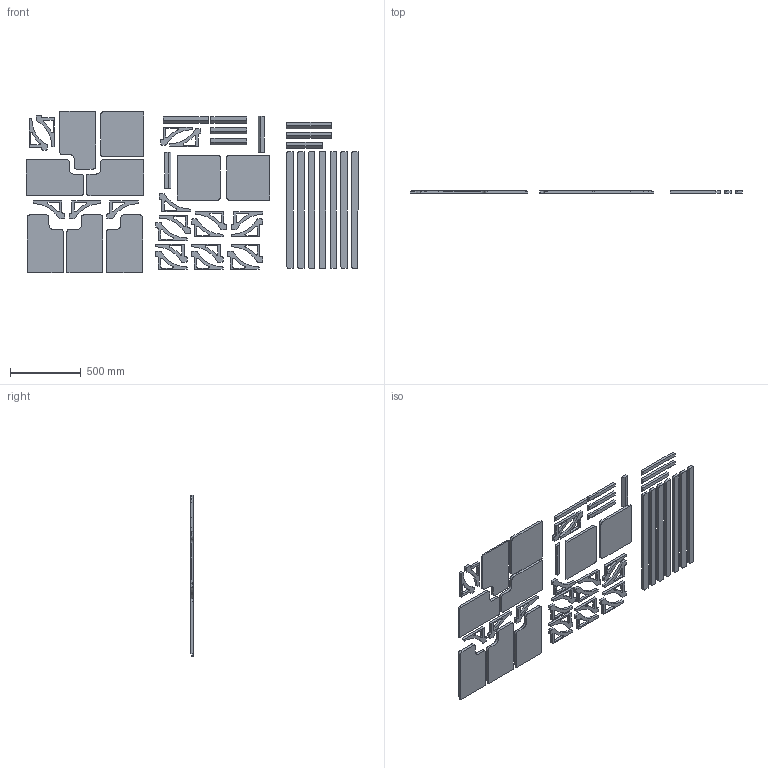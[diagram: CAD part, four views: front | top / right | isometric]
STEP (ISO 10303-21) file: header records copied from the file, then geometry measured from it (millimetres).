
FILE_DESCRIPTION(/* description */ (''),/* implementation_level */ '2;1');
FILE_NAME(/* name */ '3_4 Ply v16.step',/* time_stamp */ '2018-08-07T23:06:22-04:00',/* author */ ('rhodyjeff'),/* organization */ (''),/* preprocessor_version */ 'ST-DEVELOPER v17',/* originating_system */ 'Autodesk Translation Framework v7.1.0.215',/* authorisation */ '');
FILE_SCHEMA (('AUTOMOTIVE_DESIGN { 1 0 10303 214 3 1 1 }'));
Length unit declared in the file: inch
Products named in the file (26): 3/4 Ply; Component1; PantryShelfNoBack; MiddleShelf; RightShelf; LeftShelf; PantryShelfNoBack_1; MiddleShelf_1; RightShelf_1; LeftShelf_1; PantryShelfNoBack_2; MiddleShelf_2; MiddleShelfTop; MiddleShelfRightSupport; MiddleShelfLeftSupport; MiddleCleat; RightShelf_2; RightShelfTop; RightShelfLeftSupport; RightShelfRightSupport; LeftShelf_2; LeftShelfTop; LeftShelfRightSupport; LeftShelfLeftSupport; RightShelfCleat; Cleat
Assembly tree (56 placements, depth 4):
  3/4 Ply
    Component1
    PantryShelfNoBack
      MiddleShelf
        MiddleShelfTop
        MiddleShelfRightSupport
        MiddleShelfLeftSupport
        MiddleCleat
      RightShelf
        RightShelfTop
        RightShelfLeftSupport
        RightShelfRightSupport
        RightShelfCleat
      LeftShelf
        LeftShelfTop
        LeftShelfRightSupport
        LeftShelfLeftSupport
        RightShelfCleat
    PantryShelfNoBack_1
      MiddleShelf_1
        MiddleShelfTop
        MiddleShelfRightSupport
        MiddleShelfLeftSupport
        MiddleCleat
      RightShelf_1
        RightShelfTop
        RightShelfLeftSupport
        RightShelfRightSupport
        RightShelfCleat
      LeftShelf_1
        LeftShelfTop
        LeftShelfRightSupport
        LeftShelfLeftSupport
        RightShelfCleat
    PantryShelfNoBack_2
      MiddleShelf_2
        MiddleShelfTop
        MiddleShelfRightSupport
        MiddleShelfLeftSupport
        MiddleCleat
      RightShelf_2
        RightShelfTop
        RightShelfLeftSupport
        RightShelfRightSupport
        RightShelfCleat
      LeftShelf_2
        LeftShelfTop
        LeftShelfRightSupport
        LeftShelfLeftSupport
        RightShelfCleat
    Cleat  x7
Bounding box: 2343.15 x 19.05 x 1136.65 mm (x, y, z)
Volume: 25647339.4 mm3; surface area: 3646013.2 mm2
Topology: 45 solids, 45 shells, 624 faces, 1605 edges, 1071 vertices
Faces by surface type: plane 380, cylinder 244
Entity records: 7726 total; most frequent: DIRECTION 1355, CARTESIAN_POINT 1252, ORIENTED_EDGE 1142, EDGE_CURVE 571, AXIS2_PLACEMENT_3D 484, LINE 387, VECTOR 387, VERTEX_POINT 381
